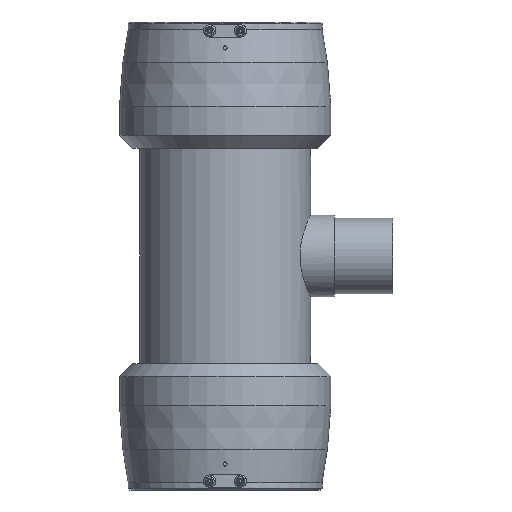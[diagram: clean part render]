
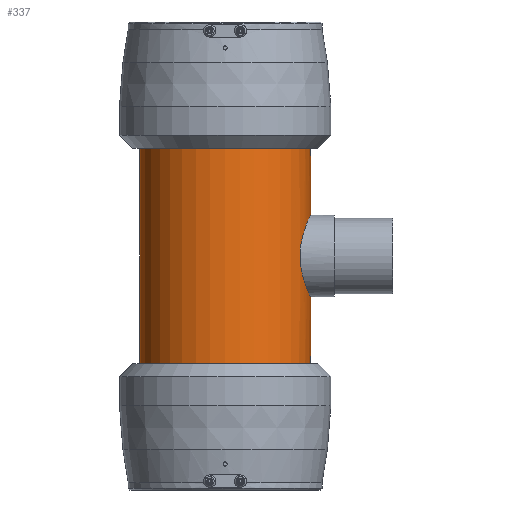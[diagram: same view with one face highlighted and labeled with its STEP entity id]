
A CAD part, front view. The second image highlights one B-rep face of the part: STEP entity #337.
In plain terms, the highlighted cylindrical face has radius 125 mm (diameter 250 mm), a partial arc.
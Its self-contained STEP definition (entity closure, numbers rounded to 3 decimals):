
#337=ADVANCED_FACE('',(#726),#727,.T.);
#726=FACE_OUTER_BOUND('',#1166,.T.);
#727=CYLINDRICAL_SURFACE('',#1167,125.0);
#1166=EDGE_LOOP('',(#2060,#2061,#2062,#2063,#2064,#2065));
#1167=AXIS2_PLACEMENT_3D('',#2066,#2067,#2068);
#2060=ORIENTED_EDGE('',*,*,#2590,.T.);
#2061=ORIENTED_EDGE('',*,*,#2778,.T.);
#2062=ORIENTED_EDGE('',*,*,#2593,.T.);
#2063=ORIENTED_EDGE('',*,*,#2779,.T.);
#2064=ORIENTED_EDGE('',*,*,#2592,.T.);
#2065=ORIENTED_EDGE('',*,*,#2704,.T.);
#2066=CARTESIAN_POINT('',(0.0,0.0,0.0));
#2067=DIRECTION('',(0.0,0.0,1.0));
#2068=DIRECTION('',(1.0,0.0,0.0));
#2590=EDGE_CURVE('',#3114,#2895,#3115,.T.);
#2592=EDGE_CURVE('',#3103,#3116,#3118,.T.);
#2593=EDGE_CURVE('',#2900,#3107,#3119,.T.);
#2704=EDGE_CURVE('',#3116,#3114,#3299,.T.);
#2778=EDGE_CURVE('',#2895,#2900,#3377,.T.);
#2779=EDGE_CURVE('',#3107,#3103,#3378,.T.);
#2895=VERTEX_POINT('',#3502);
#2900=VERTEX_POINT('',#3541);
#3103=VERTEX_POINT('',#4043);
#3107=VERTEX_POINT('',#4048);
#3114=VERTEX_POINT('',#4058);
#3115=LINE('',#4059,#4060);
#3116=VERTEX_POINT('',#4061);
#3118=LINE('',#4063,#4064);
#3119=LINE('',#4065,#4066);
#3299=CIRCLE('',#4442,125.0);
#3377=B_SPLINE_CURVE_WITH_KNOTS('',3,(#4526,#4527,#4528,#4529,#4530,#4531,#4532,#4533,#4534,#4535,#4536,#4537,#4538,#4539,#4540,#4541,#4542,#4543,#4544,#4545,#4546,#4547,#4548,#4549,#4550,#4551,#4552,#4553,#4554,#4555,#4556,#4557,#4558,#4559,#4560,#4561,#4562,#4563,#4564,#4565,#4566,#4567,#4568,#4569,#4570,#4571,#4572,#4573,#4574,#4575,#4576,#4577,#4578,#4579,#4580,#4581,#4582,#4583,#4584,#4585,#4586,#4587,#4588,#4589,#4590,#4591),.UNSPECIFIED.,.F.,.F.,(4,2,2,2,2,2,2,2,2,2,2,2,2,2,2,2,2,2,2,2,2,2,2,2,2,2,2,2,2,2,2,2,4),(92.089,97.838,103.587,109.336,115.085,120.834,126.583,132.332,138.081,143.843,149.605,155.367,161.129,166.891,172.653,178.415,184.177,189.939,195.701,201.463,207.226,212.988,218.75,224.512,230.274,236.023,241.772,247.521,253.27,259.019,264.768,270.517,276.266),.UNSPECIFIED.);
#3378=CIRCLE('',#4592,125.0);
#3502=CARTESIAN_POINT('',(125.0,0.,-60.0));
#3541=CARTESIAN_POINT('',(125.0,0.,60.0));
#4043=CARTESIAN_POINT('',(-125.0,0.,158.4));
#4048=CARTESIAN_POINT('',(125.0,0.,158.4));
#4058=CARTESIAN_POINT('',(125.0,0.,-158.4));
#4059=CARTESIAN_POINT('',(125.0,0.,0.0));
#4060=VECTOR('',#4953,1.0);
#4061=CARTESIAN_POINT('',(-125.0,0.,-158.4));
#4063=CARTESIAN_POINT('',(-125.0,0.,0.0));
#4064=VECTOR('',#4957,1.0);
#4065=CARTESIAN_POINT('',(125.0,0.,0.0));
#4066=VECTOR('',#4958,1.0);
#4442=AXIS2_PLACEMENT_3D('',#5108,#5109,#5110);
#4526=CARTESIAN_POINT('',(125.0,0.0,-60.0));
#4527=CARTESIAN_POINT('',(125.0,-1.916,-60.0));
#4528=CARTESIAN_POINT('',(124.956,-3.861,-59.908));
#4529=CARTESIAN_POINT('',(124.774,-7.767,-59.528));
#4530=CARTESIAN_POINT('',(124.636,-9.729,-59.239));
#4531=CARTESIAN_POINT('',(124.27,-13.632,-58.465));
#4532=CARTESIAN_POINT('',(124.041,-15.574,-57.978));
#4533=CARTESIAN_POINT('',(123.5,-19.403,-56.811));
#4534=CARTESIAN_POINT('',(123.188,-21.291,-56.131));
#4535=CARTESIAN_POINT('',(122.493,-24.978,-54.59));
#4536=CARTESIAN_POINT('',(122.111,-26.78,-53.728));
#4537=CARTESIAN_POINT('',(121.292,-30.273,-51.841));
#4538=CARTESIAN_POINT('',(120.856,-31.963,-50.815));
#4539=CARTESIAN_POINT('',(119.951,-35.208,-48.623));
#4540=CARTESIAN_POINT('',(119.482,-36.762,-47.457));
#4541=CARTESIAN_POINT('',(118.533,-39.715,-45.015));
#4542=CARTESIAN_POINT('',(118.054,-41.113,-43.739));
#4543=CARTESIAN_POINT('',(117.105,-43.742,-41.11));
#4544=CARTESIAN_POINT('',(116.619,-45.02,-39.71));
#4545=CARTESIAN_POINT('',(115.646,-47.464,-36.754));
#4546=CARTESIAN_POINT('',(115.159,-48.63,-35.199));
#4547=CARTESIAN_POINT('',(114.209,-50.82,-31.956));
#4548=CARTESIAN_POINT('',(113.746,-51.845,-30.266));
#4549=CARTESIAN_POINT('',(112.868,-53.73,-26.777));
#4550=CARTESIAN_POINT('',(112.453,-54.591,-24.977));
#4551=CARTESIAN_POINT('',(111.692,-56.13,-21.294));
#4552=CARTESIAN_POINT('',(111.347,-56.809,-19.409));
#4553=CARTESIAN_POINT('',(110.744,-57.976,-15.583));
#4554=CARTESIAN_POINT('',(110.487,-58.462,-13.642));
#4555=CARTESIAN_POINT('',(110.073,-59.238,-9.74));
#4556=CARTESIAN_POINT('',(109.917,-59.526,-7.777));
#4557=CARTESIAN_POINT('',(109.709,-59.907,-3.868));
#4558=CARTESIAN_POINT('',(109.659,-60.0,-1.921));
#4559=CARTESIAN_POINT('',(109.659,-60.0,1.921));
#4560=CARTESIAN_POINT('',(109.709,-59.907,3.868));
#4561=CARTESIAN_POINT('',(109.917,-59.526,7.777));
#4562=CARTESIAN_POINT('',(110.073,-59.238,9.74));
#4563=CARTESIAN_POINT('',(110.487,-58.462,13.642));
#4564=CARTESIAN_POINT('',(110.744,-57.976,15.583));
#4565=CARTESIAN_POINT('',(111.347,-56.809,19.409));
#4566=CARTESIAN_POINT('',(111.692,-56.13,21.294));
#4567=CARTESIAN_POINT('',(112.453,-54.591,24.977));
#4568=CARTESIAN_POINT('',(112.868,-53.73,26.777));
#4569=CARTESIAN_POINT('',(113.746,-51.845,30.266));
#4570=CARTESIAN_POINT('',(114.209,-50.82,31.956));
#4571=CARTESIAN_POINT('',(115.159,-48.63,35.199));
#4572=CARTESIAN_POINT('',(115.646,-47.464,36.754));
#4573=CARTESIAN_POINT('',(116.619,-45.02,39.71));
#4574=CARTESIAN_POINT('',(117.105,-43.742,41.11));
#4575=CARTESIAN_POINT('',(118.054,-41.113,43.739));
#4576=CARTESIAN_POINT('',(118.533,-39.715,45.015));
#4577=CARTESIAN_POINT('',(119.482,-36.762,47.457));
#4578=CARTESIAN_POINT('',(119.951,-35.208,48.623));
#4579=CARTESIAN_POINT('',(120.856,-31.963,50.815));
#4580=CARTESIAN_POINT('',(121.292,-30.273,51.841));
#4581=CARTESIAN_POINT('',(122.111,-26.78,53.728));
#4582=CARTESIAN_POINT('',(122.493,-24.978,54.59));
#4583=CARTESIAN_POINT('',(123.188,-21.291,56.131));
#4584=CARTESIAN_POINT('',(123.5,-19.403,56.811));
#4585=CARTESIAN_POINT('',(124.041,-15.574,57.978));
#4586=CARTESIAN_POINT('',(124.27,-13.632,58.465));
#4587=CARTESIAN_POINT('',(124.636,-9.729,59.239));
#4588=CARTESIAN_POINT('',(124.774,-7.767,59.528));
#4589=CARTESIAN_POINT('',(124.956,-3.861,59.908));
#4590=CARTESIAN_POINT('',(125.0,-1.916,60.0));
#4591=CARTESIAN_POINT('',(125.0,0.,60.0));
#4592=AXIS2_PLACEMENT_3D('',#5210,#5211,#5212);
#4953=DIRECTION('',(0.0,0.0,1.0));
#4957=DIRECTION('',(-0.0,-0.0,-1.0));
#4958=DIRECTION('',(0.0,0.0,1.0));
#5108=CARTESIAN_POINT('',(0.0,0.0,-158.4));
#5109=DIRECTION('',(0.0,0.0,1.0));
#5110=DIRECTION('',(1.0,0.0,0.0));
#5210=CARTESIAN_POINT('',(0.0,0.0,158.4));
#5211=DIRECTION('',(0.0,0.0,-1.0));
#5212=DIRECTION('',(1.0,0.0,0.0));
